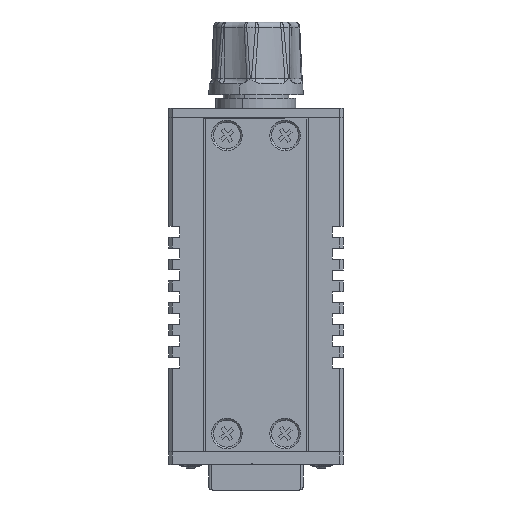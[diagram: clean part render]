
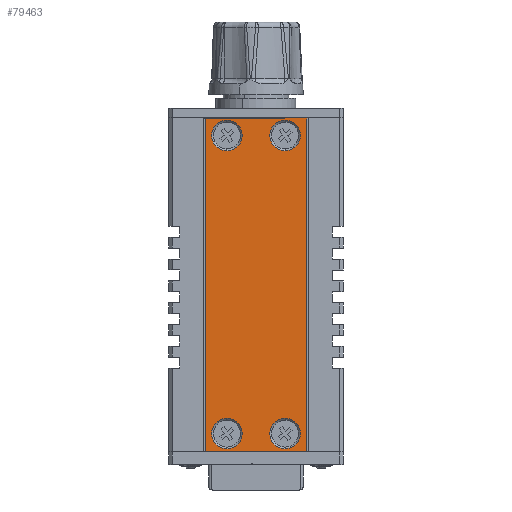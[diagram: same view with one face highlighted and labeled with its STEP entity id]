
A CAD part, front view. The second image highlights one B-rep face of the part: STEP entity #79463.
In plain terms, the highlighted planar face has unit normal (0, -1, 0).
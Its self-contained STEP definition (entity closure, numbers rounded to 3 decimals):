
#1869 = ORIENTED_EDGE ( 'NONE', *, *, #137094, .T. ) ;
#4164 = ORIENTED_EDGE ( 'NONE', *, *, #40236, .T. ) ;
#6135 = CIRCLE ( 'NONE', #140945, 4.2 ) ;
#6978 = CIRCLE ( 'NONE', #65853, 4.2 ) ;
#8270 = CARTESIAN_POINT ( 'NONE',  ( -5.471, 3.047, -97.472 ) ) ;
#8273 = CIRCLE ( 'NONE', #30759, 4.2 ) ;
#8442 = EDGE_CURVE ( 'NONE', #112298, #13203, #11277, .T. ) ;
#11277 = CIRCLE ( 'NONE', #43622, 4.2 ) ;
#13203 = VERTEX_POINT ( 'NONE', #79442 ) ;
#16118 = AXIS2_PLACEMENT_3D ( 'NONE', #36099, #112531, #47218 ) ;
#16162 = ORIENTED_EDGE ( 'NONE', *, *, #129473, .T. ) ;
#16288 = CIRCLE ( 'NONE', #24722, 4.2 ) ;
#16545 = EDGE_LOOP ( 'NONE', ( #121838, #53912, #68675, #1869 ) ) ;
#19326 = VECTOR ( 'NONE', #124336, 1000. ) ;
#20358 = VERTEX_POINT ( 'NONE', #92781 ) ;
#23203 = ORIENTED_EDGE ( 'NONE', *, *, #130955, .T. ) ;
#24722 = AXIS2_PLACEMENT_3D ( 'NONE', #106179, #40824, #117211 ) ;
#25843 = CARTESIAN_POINT ( 'NONE',  ( -27.471, 3.047, -10.672 ) ) ;
#25990 = ORIENTED_EDGE ( 'NONE', *, *, #122580, .T. ) ;
#26590 = FACE_BOUND ( 'NONE', #67730, .T. ) ;
#27113 = AXIS2_PLACEMENT_3D ( 'NONE', #32730, #109212, #43846 ) ;
#29113 = DIRECTION ( 'NONE',  ( 0., 0., 1. ) ) ;
#30213 = VERTEX_POINT ( 'NONE', #33849 ) ;
#30759 = AXIS2_PLACEMENT_3D ( 'NONE', #59870, #136066, #70764 ) ;
#30841 = CARTESIAN_POINT ( 'NONE',  ( -27.471, 3.047, -96.872 ) ) ;
#32249 = DIRECTION ( 'NONE',  ( 0., 1., 0. ) ) ;
#32730 = CARTESIAN_POINT ( 'NONE',  ( -27.471, 3.047, -92.672 ) ) ;
#33279 = DIRECTION ( 'NONE',  ( 0., 1., 0. ) ) ;
#33849 = CARTESIAN_POINT ( 'NONE',  ( -11.471, 3.047, -14.872 ) ) ;
#36065 = DIRECTION ( 'NONE',  ( 0., 0., 1. ) ) ;
#36099 = CARTESIAN_POINT ( 'NONE',  ( -3.471, 3.047, -5.672 ) ) ;
#36568 = DIRECTION ( 'NONE',  ( 0., 1., 0. ) ) ;
#36685 = EDGE_CURVE ( 'NONE', #56636, #106338, #16288, .T. ) ;
#37364 = DIRECTION ( 'NONE',  ( 0., 1., 0. ) ) ;
#40236 = EDGE_CURVE ( 'NONE', #30213, #20358, #8273, .T. ) ;
#40456 = LINE ( 'NONE', #90536, #66109 ) ;
#40824 = DIRECTION ( 'NONE',  ( 0., 1., 0. ) ) ;
#41207 = EDGE_CURVE ( 'NONE', #116302, #113031, #103060, .T. ) ;
#43622 = AXIS2_PLACEMENT_3D ( 'NONE', #25843, #55934, #29113 ) ;
#43846 = DIRECTION ( 'NONE',  ( 0., 0., 1. ) ) ;
#45187 = ORIENTED_EDGE ( 'NONE', *, *, #62111, .T. ) ;
#47218 = DIRECTION ( 'NONE',  ( 0., 0., 1. ) ) ;
#48123 = CARTESIAN_POINT ( 'NONE',  ( -3.471, 3.047, -5.872 ) ) ;
#53912 = ORIENTED_EDGE ( 'NONE', *, *, #141346, .T. ) ;
#55934 = DIRECTION ( 'NONE',  ( 0., 1., 0. ) ) ;
#56636 = VERTEX_POINT ( 'NONE', #85469 ) ;
#59870 = CARTESIAN_POINT ( 'NONE',  ( -11.471, 3.047, -10.672 ) ) ;
#62111 = EDGE_CURVE ( 'NONE', #20358, #30213, #126624, .T. ) ;
#63206 = VECTOR ( 'NONE', #107850, 1000. ) ;
#63666 = VERTEX_POINT ( 'NONE', #30841 ) ;
#65853 = AXIS2_PLACEMENT_3D ( 'NONE', #102777, #37364, #113798 ) ;
#66010 = FACE_BOUND ( 'NONE', #91812, .T. ) ;
#66109 = VECTOR ( 'NONE', #36065, 1000. ) ;
#66573 = LINE ( 'NONE', #85926, #63206 ) ;
#67730 = EDGE_LOOP ( 'NONE', ( #25990, #23203 ) ) ;
#68675 = ORIENTED_EDGE ( 'NONE', *, *, #41207, .T. ) ;
#70764 = DIRECTION ( 'NONE',  ( 0., 0., 1. ) ) ;
#79442 = CARTESIAN_POINT ( 'NONE',  ( -27.471, 3.047, -14.872 ) ) ;
#79463 = ADVANCED_FACE ( 'NONE', ( #110340, #135895, #26590, #66010, #106920 ), #133980, .F. ) ;
#82324 = CARTESIAN_POINT ( 'NONE',  ( -5.471, 3.047, -5.872 ) ) ;
#85469 = CARTESIAN_POINT ( 'NONE',  ( -11.471, 3.047, -96.872 ) ) ;
#85926 = CARTESIAN_POINT ( 'NONE',  ( -3.471, 3.047, -97.472 ) ) ;
#87171 = CIRCLE ( 'NONE', #27113, 4.2 ) ;
#87891 = CARTESIAN_POINT ( 'NONE',  ( -33.471, 3.047, -97.472 ) ) ;
#90536 = CARTESIAN_POINT ( 'NONE',  ( -5.471, 3.047, -97.672 ) ) ;
#91812 = EDGE_LOOP ( 'NONE', ( #16162, #137187 ) ) ;
#92102 = CARTESIAN_POINT ( 'NONE',  ( -33.471, 3.047, -97.672 ) ) ;
#92781 = CARTESIAN_POINT ( 'NONE',  ( -11.471, 3.047, -6.472 ) ) ;
#94992 = CARTESIAN_POINT ( 'NONE',  ( -27.471, 3.047, -6.472 ) ) ;
#95948 = CARTESIAN_POINT ( 'NONE',  ( -11.471, 3.047, -88.472 ) ) ;
#97690 = CARTESIAN_POINT ( 'NONE',  ( -11.471, 3.047, -10.672 ) ) ;
#98662 = CARTESIAN_POINT ( 'NONE',  ( -27.471, 3.047, -92.672 ) ) ;
#98719 = EDGE_CURVE ( 'NONE', #99570, #127463, #66573, .T. ) ;
#99570 = VERTEX_POINT ( 'NONE', #8270 ) ;
#101991 = CARTESIAN_POINT ( 'NONE',  ( -11.471, 3.047, -92.672 ) ) ;
#102084 = AXIS2_PLACEMENT_3D ( 'NONE', #97690, #32249, #108718 ) ;
#102572 = DIRECTION ( 'NONE',  ( 0., 0., -1. ) ) ;
#102777 = CARTESIAN_POINT ( 'NONE',  ( -27.471, 3.047, -10.672 ) ) ;
#102830 = VERTEX_POINT ( 'NONE', #123309 ) ;
#103060 = LINE ( 'NONE', #48123, #19326 ) ;
#103456 = EDGE_LOOP ( 'NONE', ( #140502, #121732 ) ) ;
#104789 = CIRCLE ( 'NONE', #120221, 4.2 ) ;
#105135 = LINE ( 'NONE', #92102, #134110 ) ;
#106179 = CARTESIAN_POINT ( 'NONE',  ( -11.471, 3.047, -92.672 ) ) ;
#106338 = VERTEX_POINT ( 'NONE', #95948 ) ;
#106920 = FACE_OUTER_BOUND ( 'NONE', #16545, .T. ) ;
#107850 = DIRECTION ( 'NONE',  ( -1., 0., 0. ) ) ;
#108718 = DIRECTION ( 'NONE',  ( 0., 0., 1. ) ) ;
#109212 = DIRECTION ( 'NONE',  ( 0., 1., 0. ) ) ;
#109708 = DIRECTION ( 'NONE',  ( 0., 0., 1. ) ) ;
#110340 = FACE_BOUND ( 'NONE', #110449, .T. ) ;
#110449 = EDGE_LOOP ( 'NONE', ( #4164, #45187 ) ) ;
#112298 = VERTEX_POINT ( 'NONE', #94992 ) ;
#112531 = DIRECTION ( 'NONE',  ( 0., 1., 0. ) ) ;
#112992 = DIRECTION ( 'NONE',  ( 0., 0., 1. ) ) ;
#113031 = VERTEX_POINT ( 'NONE', #119615 ) ;
#113798 = DIRECTION ( 'NONE',  ( 0., 0., 1. ) ) ;
#116302 = VERTEX_POINT ( 'NONE', #82324 ) ;
#117211 = DIRECTION ( 'NONE',  ( 0., 0., 1. ) ) ;
#119615 = CARTESIAN_POINT ( 'NONE',  ( -33.471, 3.047, -5.872 ) ) ;
#120221 = AXIS2_PLACEMENT_3D ( 'NONE', #101991, #36568, #112992 ) ;
#121126 = EDGE_CURVE ( 'NONE', #106338, #56636, #104789, .T. ) ;
#121732 = ORIENTED_EDGE ( 'NONE', *, *, #121126, .T. ) ;
#121838 = ORIENTED_EDGE ( 'NONE', *, *, #98719, .F. ) ;
#122580 = EDGE_CURVE ( 'NONE', #63666, #102830, #87171, .T. ) ;
#123309 = CARTESIAN_POINT ( 'NONE',  ( -27.471, 3.047, -88.472 ) ) ;
#124336 = DIRECTION ( 'NONE',  ( -1., 0., 0. ) ) ;
#126624 = CIRCLE ( 'NONE', #102084, 4.2 ) ;
#127463 = VERTEX_POINT ( 'NONE', #87891 ) ;
#129473 = EDGE_CURVE ( 'NONE', #13203, #112298, #6978, .T. ) ;
#130955 = EDGE_CURVE ( 'NONE', #102830, #63666, #6135, .T. ) ;
#133980 = PLANE ( 'NONE',  #16118 ) ;
#134110 = VECTOR ( 'NONE', #102572, 1000. ) ;
#135895 = FACE_BOUND ( 'NONE', #103456, .T. ) ;
#136066 = DIRECTION ( 'NONE',  ( 0., 1., 0. ) ) ;
#137094 = EDGE_CURVE ( 'NONE', #113031, #127463, #105135, .T. ) ;
#137187 = ORIENTED_EDGE ( 'NONE', *, *, #8442, .T. ) ;
#140502 = ORIENTED_EDGE ( 'NONE', *, *, #36685, .T. ) ;
#140945 = AXIS2_PLACEMENT_3D ( 'NONE', #98662, #33279, #109708 ) ;
#141346 = EDGE_CURVE ( 'NONE', #99570, #116302, #40456, .T. ) ;
